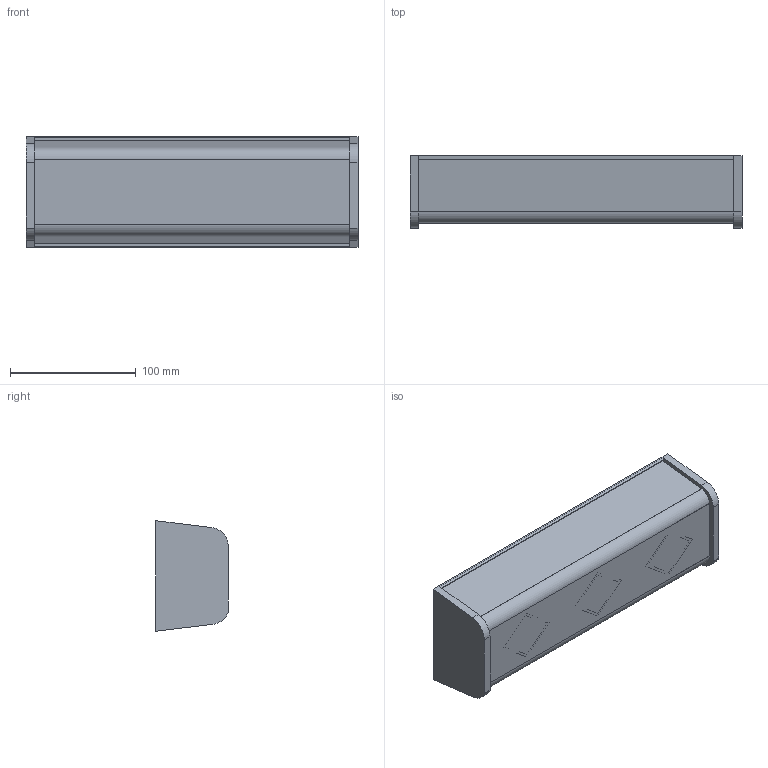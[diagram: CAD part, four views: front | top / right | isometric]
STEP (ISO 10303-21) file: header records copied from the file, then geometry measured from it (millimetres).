
FILE_DESCRIPTION (( 'STEP AP214' ), '1' );
FILE_NAME ('F000718_3D.step', '2022-10-10T14:05:30', ( '' ), ( '' ), 'SwSTEP 2.0', 'SolidWorks 2020', '' );
FILE_SCHEMA (( 'AUTOMOTIVE_DESIGN' ));
Length unit declared in the file: millimetre
Products named in the file (1): F000718_3D
Bounding box: 264 x 57.6 x 87.96 mm (x, y, z)
Volume: 87204.9 mm3; surface area: 113149.3 mm2
Topology: 3 solids, 3 shells, 65 faces, 156 edges, 100 vertices
Faces by surface type: plane 33, cylinder 32
Entity records: 1902 total; most frequent: CARTESIAN_POINT 394, ORIENTED_EDGE 312, DIRECTION 280, EDGE_CURVE 156, LINE 116, VECTOR 116, VERTEX_POINT 100, AXIS2_PLACEMENT_3D 82
